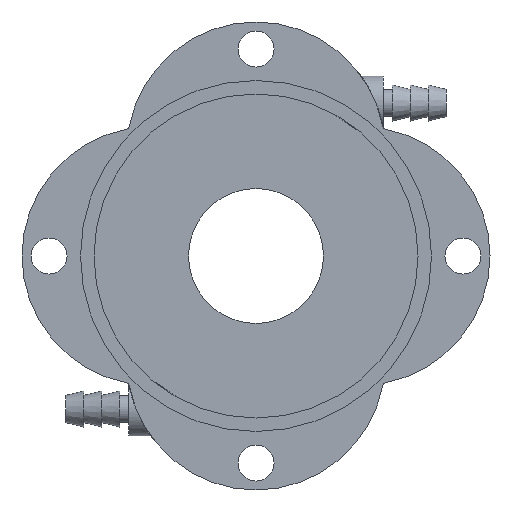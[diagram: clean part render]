
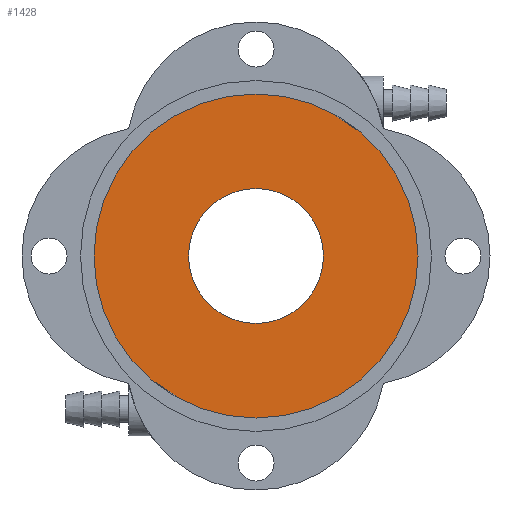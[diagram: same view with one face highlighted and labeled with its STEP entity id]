
A CAD part, left-side view. The second image highlights one B-rep face of the part: STEP entity #1428.
In plain terms, the highlighted planar face has unit normal (-1, 0, 0).
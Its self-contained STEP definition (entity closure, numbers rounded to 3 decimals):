
#7 = EDGE_LOOP ( 'NONE', ( #1811, #531 ) ) ;
#38 = EDGE_CURVE ( 'NONE', #1135, #1776, #500, .T. ) ;
#61 = CARTESIAN_POINT ( 'NONE',  ( 7., 0., 0. ) ) ;
#114 = AXIS2_PLACEMENT_3D ( 'NONE', #1117, #1726, #930 ) ;
#140 = CARTESIAN_POINT ( 'NONE',  ( 7., 0., 18. ) ) ;
#149 = CARTESIAN_POINT ( 'NONE',  ( 7., 0., -7.5 ) ) ;
#196 = FACE_BOUND ( 'NONE', #229, .T. ) ;
#208 = CIRCLE ( 'NONE', #1578, 18. ) ;
#229 = EDGE_LOOP ( 'NONE', ( #454, #1264 ) ) ;
#448 = VERTEX_POINT ( 'NONE', #1261 ) ;
#454 = ORIENTED_EDGE ( 'NONE', *, *, #1092, .T. ) ;
#500 = CIRCLE ( 'NONE', #114, 7.5 ) ;
#523 = FACE_OUTER_BOUND ( 'NONE', #7, .T. ) ;
#531 = ORIENTED_EDGE ( 'NONE', *, *, #1499, .T. ) ;
#535 = AXIS2_PLACEMENT_3D ( 'NONE', #1149, #962, #818 ) ;
#675 = DIRECTION ( 'NONE',  ( 0., 0., 1. ) ) ;
#810 = CIRCLE ( 'NONE', #1166, 7.5 ) ;
#818 = DIRECTION ( 'NONE',  ( 0., 0., 1. ) ) ;
#828 = PLANE ( 'NONE',  #1418 ) ;
#930 = DIRECTION ( 'NONE',  ( 0., 0., 1. ) ) ;
#952 = DIRECTION ( 'NONE',  ( -1., 0., 0. ) ) ;
#962 = DIRECTION ( 'NONE',  ( -1., 0., 0. ) ) ;
#1092 = EDGE_CURVE ( 'NONE', #1776, #1135, #810, .T. ) ;
#1111 = CARTESIAN_POINT ( 'NONE',  ( 7., 0., 0. ) ) ;
#1117 = CARTESIAN_POINT ( 'NONE',  ( 7., 0., 0. ) ) ;
#1120 = VERTEX_POINT ( 'NONE', #140 ) ;
#1135 = VERTEX_POINT ( 'NONE', #1358 ) ;
#1149 = CARTESIAN_POINT ( 'NONE',  ( 7., 0., 0. ) ) ;
#1150 = DIRECTION ( 'NONE',  ( 1., 0., 0. ) ) ;
#1166 = AXIS2_PLACEMENT_3D ( 'NONE', #61, #1150, #675 ) ;
#1261 = CARTESIAN_POINT ( 'NONE',  ( 7., 0., -18. ) ) ;
#1264 = ORIENTED_EDGE ( 'NONE', *, *, #38, .T. ) ;
#1274 = CARTESIAN_POINT ( 'NONE',  ( 7., 0., 0. ) ) ;
#1298 = DIRECTION ( 'NONE',  ( -1., 0., 0. ) ) ;
#1358 = CARTESIAN_POINT ( 'NONE',  ( 7., 0., 7.5 ) ) ;
#1390 = CIRCLE ( 'NONE', #535, 18. ) ;
#1418 = AXIS2_PLACEMENT_3D ( 'NONE', #1274, #952, #1865 ) ;
#1428 = ADVANCED_FACE ( 'NONE', ( #523, #196 ), #828, .T. ) ;
#1499 = EDGE_CURVE ( 'NONE', #448, #1120, #208, .T. ) ;
#1524 = EDGE_CURVE ( 'NONE', #1120, #448, #1390, .T. ) ;
#1578 = AXIS2_PLACEMENT_3D ( 'NONE', #1111, #1298, #1721 ) ;
#1721 = DIRECTION ( 'NONE',  ( 0., 0., 1. ) ) ;
#1726 = DIRECTION ( 'NONE',  ( 1., 0., 0. ) ) ;
#1776 = VERTEX_POINT ( 'NONE', #149 ) ;
#1811 = ORIENTED_EDGE ( 'NONE', *, *, #1524, .T. ) ;
#1865 = DIRECTION ( 'NONE',  ( 0., 0., 1. ) ) ;
